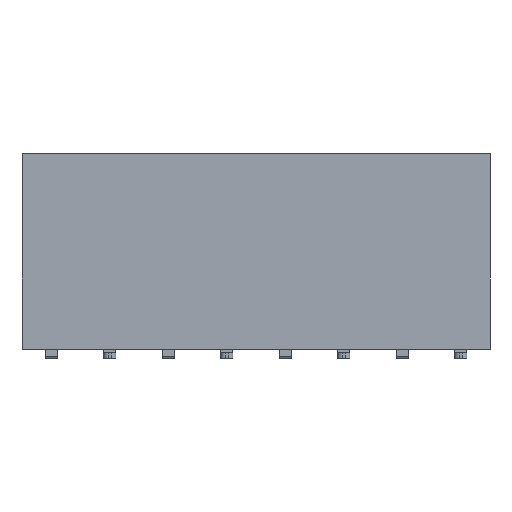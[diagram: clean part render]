
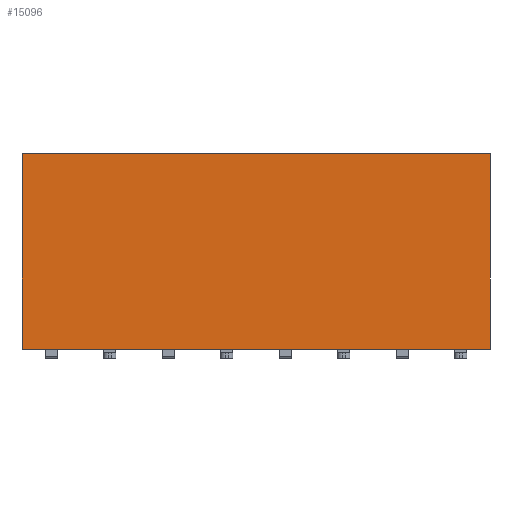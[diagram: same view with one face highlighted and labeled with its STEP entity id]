
A CAD part, front view. The second image highlights one B-rep face of the part: STEP entity #15096.
In plain terms, the highlighted planar face has unit normal (0, -1, 0).
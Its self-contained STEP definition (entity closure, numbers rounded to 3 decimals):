
#3342 = VERTEX_POINT ( 'NONE', #21454 ) ;
#3560 = ORIENTED_EDGE ( 'NONE', *, *, #40437, .F. ) ;
#4249 = CARTESIAN_POINT ( 'NONE',  ( 10.16, -1.25, 0. ) ) ;
#4821 = LINE ( 'NONE', #28954, #30382 ) ;
#5211 = EDGE_LOOP ( 'NONE', ( #33005, #3560, #19907, #12017 ) ) ;
#6534 = VERTEX_POINT ( 'NONE', #32474 ) ;
#8958 = DIRECTION ( 'NONE',  ( 0., 0., -1. ) ) ;
#9594 = FACE_OUTER_BOUND ( 'NONE', #5211, .T. ) ;
#10029 = DIRECTION ( 'NONE',  ( 0., 0., -1. ) ) ;
#11699 = EDGE_CURVE ( 'NONE', #15887, #43363, #25228, .T. ) ;
#12017 = ORIENTED_EDGE ( 'NONE', *, *, #19970, .T. ) ;
#12102 = DIRECTION ( 'NONE',  ( 0., 0., -1. ) ) ;
#13594 = VECTOR ( 'NONE', #8958, 1000. ) ;
#14936 = LINE ( 'NONE', #28260, #13594 ) ;
#15096 = ADVANCED_FACE ( 'NONE', ( #9594 ), #20324, .F. ) ;
#15887 = VERTEX_POINT ( 'NONE', #35069 ) ;
#16617 = DIRECTION ( 'NONE',  ( 0., 1., 0. ) ) ;
#17058 = CARTESIAN_POINT ( 'NONE',  ( 10.16, -1.25, 8.5 ) ) ;
#18525 = DIRECTION ( 'NONE',  ( 1., 0., 0. ) ) ;
#19907 = ORIENTED_EDGE ( 'NONE', *, *, #11699, .F. ) ;
#19970 = EDGE_CURVE ( 'NONE', #15887, #6534, #4821, .T. ) ;
#20324 = PLANE ( 'NONE',  #29562 ) ;
#21454 = CARTESIAN_POINT ( 'NONE',  ( 10.16, -1.25, 0. ) ) ;
#25228 = LINE ( 'NONE', #41818, #33627 ) ;
#28226 = EDGE_CURVE ( 'NONE', #6534, #3342, #34377, .T. ) ;
#28260 = CARTESIAN_POINT ( 'NONE',  ( 10.16, -1.25, 8.5 ) ) ;
#28954 = CARTESIAN_POINT ( 'NONE',  ( -10.16, -1.25, 8.5 ) ) ;
#29562 = AXIS2_PLACEMENT_3D ( 'NONE', #17058, #16617, #10029 ) ;
#30382 = VECTOR ( 'NONE', #12102, 1000. ) ;
#32474 = CARTESIAN_POINT ( 'NONE',  ( -10.16, -1.25, 0. ) ) ;
#32521 = DIRECTION ( 'NONE',  ( 1., 0., 0. ) ) ;
#33005 = ORIENTED_EDGE ( 'NONE', *, *, #28226, .T. ) ;
#33627 = VECTOR ( 'NONE', #32521, 1000. ) ;
#34377 = LINE ( 'NONE', #4249, #41535 ) ;
#35069 = CARTESIAN_POINT ( 'NONE',  ( -10.16, -1.25, 8.5 ) ) ;
#35595 = CARTESIAN_POINT ( 'NONE',  ( 10.16, -1.25, 8.5 ) ) ;
#40437 = EDGE_CURVE ( 'NONE', #43363, #3342, #14936, .T. ) ;
#41535 = VECTOR ( 'NONE', #18525, 1000. ) ;
#41818 = CARTESIAN_POINT ( 'NONE',  ( 10.16, -1.25, 8.5 ) ) ;
#43363 = VERTEX_POINT ( 'NONE', #35595 ) ;
